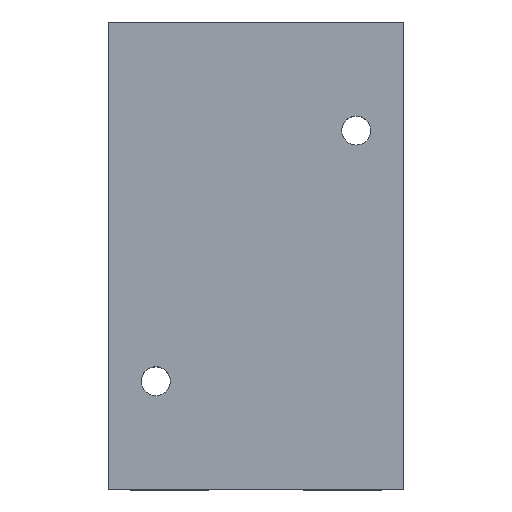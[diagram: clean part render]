
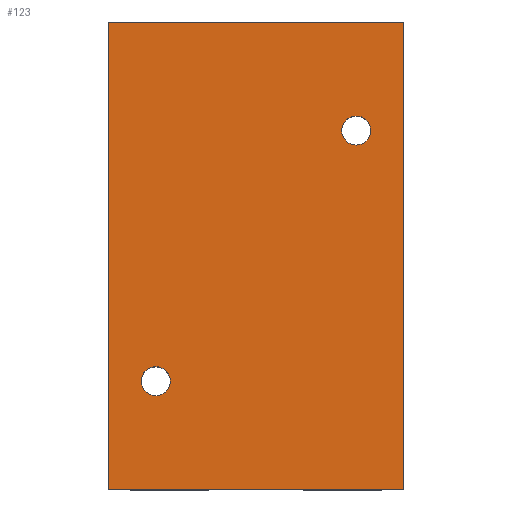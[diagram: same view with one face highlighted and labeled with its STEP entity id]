
A CAD part, top view. The second image highlights one B-rep face of the part: STEP entity #123.
In plain terms, the highlighted planar face has unit normal (0, 0, 1).
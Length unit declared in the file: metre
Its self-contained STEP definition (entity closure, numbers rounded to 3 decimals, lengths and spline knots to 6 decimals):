
#123 = ADVANCED_FACE( '', ( #260, #261, #262 ), #263, .T. );
#260 = FACE_BOUND( '', #393, .T. );
#261 = FACE_OUTER_BOUND( '', #394, .T. );
#262 = FACE_BOUND( '', #395, .T. );
#263 = PLANE( '', #396 );
#393 = EDGE_LOOP( '', ( #685 ) );
#394 = EDGE_LOOP( '', ( #686, #687, #688, #689 ) );
#395 = EDGE_LOOP( '', ( #690 ) );
#396 = AXIS2_PLACEMENT_3D( '', #691, #692, #693 );
#685 = ORIENTED_EDGE( '', *, *, #798, .T. );
#686 = ORIENTED_EDGE( '', *, *, #738, .F. );
#687 = ORIENTED_EDGE( '', *, *, #819, .F. );
#688 = ORIENTED_EDGE( '', *, *, #781, .T. );
#689 = ORIENTED_EDGE( '', *, *, #802, .T. );
#690 = ORIENTED_EDGE( '', *, *, #786, .T. );
#691 = CARTESIAN_POINT( '', ( -0.0265, -0.042, 0.03 ) );
#692 = DIRECTION( '', ( 0., 0., 1. ) );
#693 = DIRECTION( '', ( 1., 0., 0. ) );
#738 = EDGE_CURVE( '', #875, #877, #878, .T. );
#781 = EDGE_CURVE( '', #944, #942, #945, .T. );
#786 = EDGE_CURVE( '', #952, #952, #953, .T. );
#798 = EDGE_CURVE( '', #969, #969, #970, .T. );
#802 = EDGE_CURVE( '', #942, #877, #975, .T. );
#819 = EDGE_CURVE( '', #944, #875, #996, .T. );
#875 = VERTEX_POINT( '', #1124 );
#877 = VERTEX_POINT( '', #1127 );
#878 = LINE( '', #1128, #1129 );
#942 = VERTEX_POINT( '', #1338 );
#944 = VERTEX_POINT( '', #1341 );
#945 = LINE( '', #1342, #1343 );
#952 = VERTEX_POINT( '', #1352 );
#953 = CIRCLE( '', #1353, 0.0026 );
#969 = VERTEX_POINT( '', #1375 );
#970 = CIRCLE( '', #1376, 0.0026 );
#975 = LINE( '', #1381, #1382 );
#996 = LINE( '', #1412, #1413 );
#1124 = CARTESIAN_POINT( '', ( -0.0265, 0.042, 0.03 ) );
#1127 = CARTESIAN_POINT( '', ( 0.0265, 0.042, 0.03 ) );
#1128 = CARTESIAN_POINT( '', ( -0.0265, 0.042, 0.03 ) );
#1129 = VECTOR( '', #1451, 1. );
#1338 = CARTESIAN_POINT( '', ( 0.0265, -0.042, 0.03 ) );
#1341 = CARTESIAN_POINT( '', ( -0.0265, -0.042, 0.03 ) );
#1342 = CARTESIAN_POINT( '', ( -0.0265, -0.042, 0.03 ) );
#1343 = VECTOR( '', #1499, 1. );
#1352 = CARTESIAN_POINT( '', ( -0.0154, -0.0225, 0.03 ) );
#1353 = AXIS2_PLACEMENT_3D( '', #1505, #1506, #1507 );
#1375 = CARTESIAN_POINT( '', ( 0.0206, 0.0225, 0.03 ) );
#1376 = AXIS2_PLACEMENT_3D( '', #1517, #1518, #1519 );
#1381 = CARTESIAN_POINT( '', ( 0.0265, -0.042, 0.03 ) );
#1382 = VECTOR( '', #1523, 1. );
#1412 = CARTESIAN_POINT( '', ( -0.0265, -0.042, 0.03 ) );
#1413 = VECTOR( '', #1536, 1. );
#1451 = DIRECTION( '', ( 1., 0., 0. ) );
#1499 = DIRECTION( '', ( 1., 0., 0. ) );
#1505 = CARTESIAN_POINT( '', ( -0.018, -0.0225, 0.03 ) );
#1506 = DIRECTION( '', ( 0., 0., -1. ) );
#1507 = DIRECTION( '', ( 1., 0., 0. ) );
#1517 = CARTESIAN_POINT( '', ( 0.018, 0.0225, 0.03 ) );
#1518 = DIRECTION( '', ( 0., 0., -1. ) );
#1519 = DIRECTION( '', ( 1., 0., 0. ) );
#1523 = DIRECTION( '', ( 0., 1., 0. ) );
#1536 = DIRECTION( '', ( 0., 1., 0. ) );
